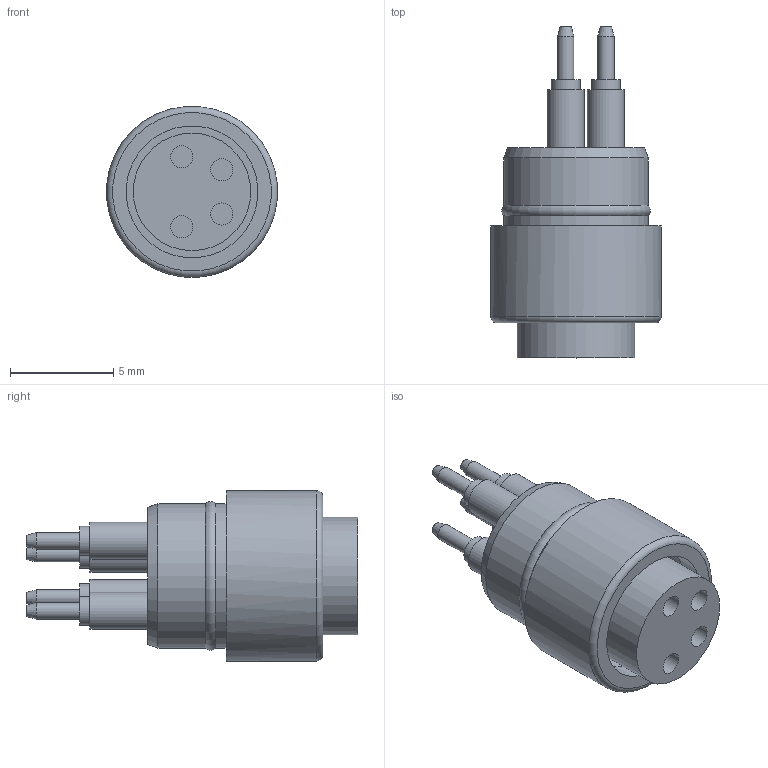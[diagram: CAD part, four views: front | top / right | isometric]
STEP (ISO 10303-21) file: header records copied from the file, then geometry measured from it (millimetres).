
FILE_DESCRIPTION(/* description */ (''),/* implementation_level */ '2;1');
FILE_NAME(/* name */ 'EKP4SP.stp',/* time_stamp */ '2016-11-28T09:52:23+01:00',/* author */ (''),/* organization */ (''),/* preprocessor_version */ 'ST-DEVELOPER v16',/* originating_system */ 'SIEMENS PLM Software NX 10.0',/* authorisation */ '');
FILE_SCHEMA (('AUTOMOTIVE_DESIGN { 1 0 10303 214 3 1 1 1 }'));
Length unit declared in the file: millimetre
Products named in the file (1): EKP4SP
Bounding box: 8.29 x 16.1 x 8.29 mm (x, y, z)
Volume: 443.8 mm3; surface area: 584.6 mm2
Topology: 1 solids, 1 shells, 51 faces, 83 edges, 54 vertices
Faces by surface type: cylinder 22, plane 22, cone 5, torus 2
Full cylindrical faces by diameter (mm): 0.8 x4, 1.075 x4, 1.4 x4, 1.8 x4, 5.7 x1, 6.4 x1, 6.9 x1, 7 x2, 8.3 x1
Entity records: 1038 total; most frequent: DIRECTION 204, CARTESIAN_POINT 152, AXIS2_PLACEMENT_3D 102, EDGE_LOOP 100, ORIENTED_EDGE 100, FACE_BOUND 92, ADVANCED_FACE 51, VERTEX_POINT 50
